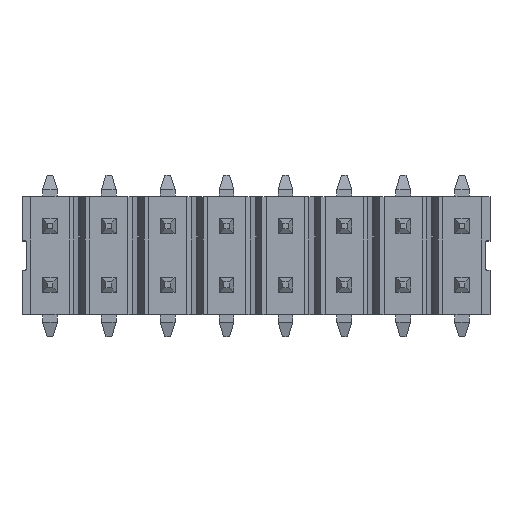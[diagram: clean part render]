
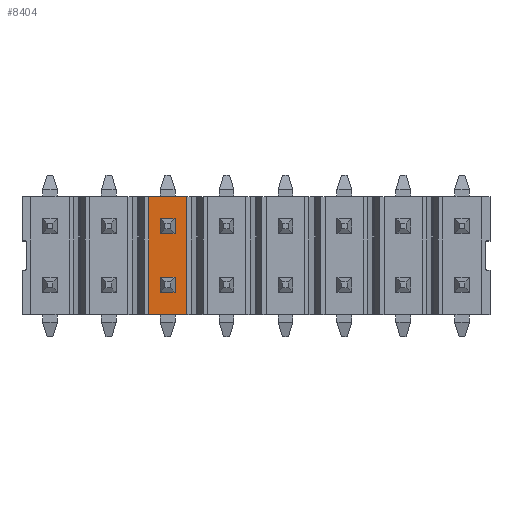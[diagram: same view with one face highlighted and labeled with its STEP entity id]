
A CAD part, top view. The second image highlights one B-rep face of the part: STEP entity #8404.
In plain terms, the highlighted planar face has unit normal (0, 0, 1).
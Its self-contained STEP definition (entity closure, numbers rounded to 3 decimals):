
#244 = CARTESIAN_POINT ( 'NONE',  ( -3.25, -1., 7.8 ) ) ;
#247 = DIRECTION ( 'NONE',  ( 0., -1., 0. ) ) ;
#599 = LINE ( 'NONE', #10360, #21138 ) ;
#618 = VERTEX_POINT ( 'NONE', #7327 ) ;
#659 = VECTOR ( 'NONE', #6684, 1000. ) ;
#1541 = EDGE_CURVE ( 'NONE', #23448, #19059, #7078, .T. ) ;
#1792 = LINE ( 'NONE', #13637, #14573 ) ;
#1799 = PLANE ( 'NONE',  #16394 ) ;
#1919 = CARTESIAN_POINT ( 'NONE',  ( -3., -2., 7.8 ) ) ;
#2172 = VERTEX_POINT ( 'NONE', #15763 ) ;
#2265 = CARTESIAN_POINT ( 'NONE',  ( -3., 0., 7.8 ) ) ;
#2272 = DIRECTION ( 'NONE',  ( 1., 0., 0. ) ) ;
#2374 = CARTESIAN_POINT ( 'NONE',  ( -3.65, -2., 7.8 ) ) ;
#2452 = CARTESIAN_POINT ( 'NONE',  ( -3.25, 1., 7.8 ) ) ;
#2866 = LINE ( 'NONE', #10734, #25042 ) ;
#3743 = CARTESIAN_POINT ( 'NONE',  ( -3., 0.75, 7.8 ) ) ;
#3800 = FACE_BOUND ( 'NONE', #11532, .T. ) ;
#4041 = DIRECTION ( 'NONE',  ( 0., 0., 1. ) ) ;
#4253 = CARTESIAN_POINT ( 'NONE',  ( -2.35, 0., 7.8 ) ) ;
#4446 = CARTESIAN_POINT ( 'NONE',  ( -2.75, 0., 7.8 ) ) ;
#4629 = DIRECTION ( 'NONE',  ( 0., 1., 0. ) ) ;
#4827 = VECTOR ( 'NONE', #14540, 1000. ) ;
#5355 = DIRECTION ( 'NONE',  ( 0., 1., 0. ) ) ;
#5374 = CARTESIAN_POINT ( 'NONE',  ( -3.25, -0.75, 7.8 ) ) ;
#5413 = EDGE_LOOP ( 'NONE', ( #11022, #6728, #9441, #7994 ) ) ;
#5558 = EDGE_LOOP ( 'NONE', ( #8878, #8076, #8025, #12771 ) ) ;
#5962 = VERTEX_POINT ( 'NONE', #21619 ) ;
#6089 = DIRECTION ( 'NONE',  ( 1., 0., 0. ) ) ;
#6310 = ORIENTED_EDGE ( 'NONE', *, *, #8127, .T. ) ;
#6367 = EDGE_CURVE ( 'NONE', #22008, #17600, #1792, .T. ) ;
#6492 = VERTEX_POINT ( 'NONE', #2374 ) ;
#6684 = DIRECTION ( 'NONE',  ( 0., 1., 0. ) ) ;
#6712 = EDGE_CURVE ( 'NONE', #25351, #11643, #18180, .T. ) ;
#6728 = ORIENTED_EDGE ( 'NONE', *, *, #10021, .T. ) ;
#6914 = CARTESIAN_POINT ( 'NONE',  ( -3.65, 2., 7.8 ) ) ;
#6938 = VERTEX_POINT ( 'NONE', #17900 ) ;
#7078 = LINE ( 'NONE', #18590, #4827 ) ;
#7327 = CARTESIAN_POINT ( 'NONE',  ( -3.25, -1.25, 7.8 ) ) ;
#7348 = EDGE_CURVE ( 'NONE', #23448, #22680, #18245, .T. ) ;
#7800 = LINE ( 'NONE', #1919, #25182 ) ;
#7994 = ORIENTED_EDGE ( 'NONE', *, *, #6712, .T. ) ;
#8025 = ORIENTED_EDGE ( 'NONE', *, *, #24335, .T. ) ;
#8059 = DIRECTION ( 'NONE',  ( 0., 1., 0. ) ) ;
#8076 = ORIENTED_EDGE ( 'NONE', *, *, #7348, .T. ) ;
#8127 = EDGE_CURVE ( 'NONE', #2172, #6938, #16608, .T. ) ;
#8194 = CARTESIAN_POINT ( 'NONE',  ( -2.75, -1.25, 7.8 ) ) ;
#8404 = ADVANCED_FACE ( 'NONE', ( #16142, #3800, #15887 ), #1799, .T. ) ;
#8411 = DIRECTION ( 'NONE',  ( -1., 0., 0. ) ) ;
#8490 = LINE ( 'NONE', #4253, #21781 ) ;
#8510 = EDGE_CURVE ( 'NONE', #22008, #6938, #2866, .T. ) ;
#8878 = ORIENTED_EDGE ( 'NONE', *, *, #1541, .F. ) ;
#9441 = ORIENTED_EDGE ( 'NONE', *, *, #15907, .T. ) ;
#9598 = DIRECTION ( 'NONE',  ( 0., -1., 0. ) ) ;
#10021 = EDGE_CURVE ( 'NONE', #6492, #5962, #7800, .T. ) ;
#10038 = ORIENTED_EDGE ( 'NONE', *, *, #20821, .T. ) ;
#10076 = DIRECTION ( 'NONE',  ( -1., 0., 0. ) ) ;
#10263 = ORIENTED_EDGE ( 'NONE', *, *, #8510, .F. ) ;
#10360 = CARTESIAN_POINT ( 'NONE',  ( -3., -1.25, 7.8 ) ) ;
#10397 = VECTOR ( 'NONE', #10076, 1000. ) ;
#10599 = CARTESIAN_POINT ( 'NONE',  ( -3., 2., 7.8 ) ) ;
#10734 = CARTESIAN_POINT ( 'NONE',  ( -3., 1.25, 7.8 ) ) ;
#10868 = DIRECTION ( 'NONE',  ( -1., 0., 0. ) ) ;
#11022 = ORIENTED_EDGE ( 'NONE', *, *, #22971, .F. ) ;
#11191 = CARTESIAN_POINT ( 'NONE',  ( -3.65, 0., 7.8 ) ) ;
#11532 = EDGE_LOOP ( 'NONE', ( #10263, #12763, #10038, #6310 ) ) ;
#11643 = VERTEX_POINT ( 'NONE', #6914 ) ;
#12763 = ORIENTED_EDGE ( 'NONE', *, *, #6367, .T. ) ;
#12771 = ORIENTED_EDGE ( 'NONE', *, *, #21803, .T. ) ;
#13637 = CARTESIAN_POINT ( 'NONE',  ( -2.75, 0., 7.8 ) ) ;
#14540 = DIRECTION ( 'NONE',  ( -1., 0., 0. ) ) ;
#14573 = VECTOR ( 'NONE', #9598, 1000. ) ;
#14994 = LINE ( 'NONE', #11191, #15234 ) ;
#15062 = CARTESIAN_POINT ( 'NONE',  ( -2.35, 2., 7.8 ) ) ;
#15234 = VECTOR ( 'NONE', #5355, 1000. ) ;
#15763 = CARTESIAN_POINT ( 'NONE',  ( -3.25, 0.75, 7.8 ) ) ;
#15887 = FACE_BOUND ( 'NONE', #5558, .T. ) ;
#15907 = EDGE_CURVE ( 'NONE', #5962, #25351, #8490, .T. ) ;
#15963 = CARTESIAN_POINT ( 'NONE',  ( -2.75, -0.75, 7.8 ) ) ;
#16142 = FACE_OUTER_BOUND ( 'NONE', #5413, .T. ) ;
#16394 = AXIS2_PLACEMENT_3D ( 'NONE', #2265, #4041, #6089 ) ;
#16608 = LINE ( 'NONE', #2452, #659 ) ;
#17585 = CARTESIAN_POINT ( 'NONE',  ( -2.75, 1.25, 7.8 ) ) ;
#17600 = VERTEX_POINT ( 'NONE', #19375 ) ;
#17900 = CARTESIAN_POINT ( 'NONE',  ( -3.25, 1.25, 7.8 ) ) ;
#18180 = LINE ( 'NONE', #10599, #10397 ) ;
#18245 = LINE ( 'NONE', #4446, #21640 ) ;
#18292 = VECTOR ( 'NONE', #23566, 1000. ) ;
#18590 = CARTESIAN_POINT ( 'NONE',  ( -3., -0.75, 7.8 ) ) ;
#19059 = VERTEX_POINT ( 'NONE', #5374 ) ;
#19375 = CARTESIAN_POINT ( 'NONE',  ( -2.75, 0.75, 7.8 ) ) ;
#20821 = EDGE_CURVE ( 'NONE', #17600, #2172, #21505, .T. ) ;
#21138 = VECTOR ( 'NONE', #8411, 1000. ) ;
#21505 = LINE ( 'NONE', #3743, #18292 ) ;
#21619 = CARTESIAN_POINT ( 'NONE',  ( -2.35, -2., 7.8 ) ) ;
#21640 = VECTOR ( 'NONE', #247, 1000. ) ;
#21781 = VECTOR ( 'NONE', #4629, 1000. ) ;
#21803 = EDGE_CURVE ( 'NONE', #618, #19059, #23774, .T. ) ;
#22008 = VERTEX_POINT ( 'NONE', #17585 ) ;
#22680 = VERTEX_POINT ( 'NONE', #8194 ) ;
#22971 = EDGE_CURVE ( 'NONE', #6492, #11643, #14994, .T. ) ;
#23448 = VERTEX_POINT ( 'NONE', #15963 ) ;
#23566 = DIRECTION ( 'NONE',  ( -1., 0., 0. ) ) ;
#23774 = LINE ( 'NONE', #244, #24993 ) ;
#24335 = EDGE_CURVE ( 'NONE', #22680, #618, #599, .T. ) ;
#24993 = VECTOR ( 'NONE', #8059, 1000. ) ;
#25042 = VECTOR ( 'NONE', #10868, 1000. ) ;
#25182 = VECTOR ( 'NONE', #2272, 1000. ) ;
#25351 = VERTEX_POINT ( 'NONE', #15062 ) ;
